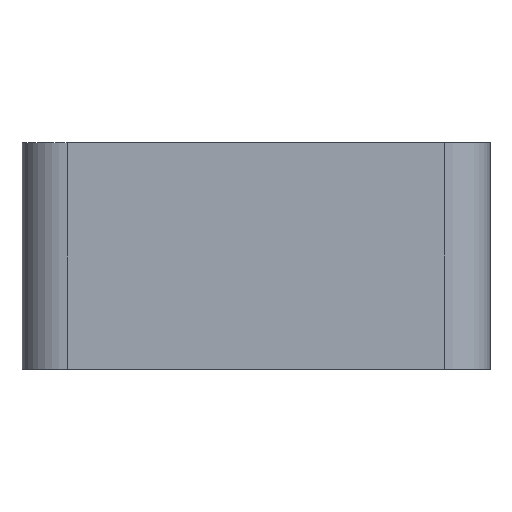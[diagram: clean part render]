
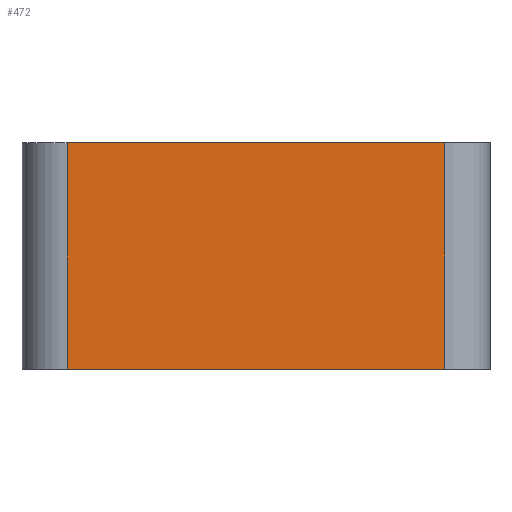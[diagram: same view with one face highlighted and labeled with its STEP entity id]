
A CAD part, front view. The second image highlights one B-rep face of the part: STEP entity #472.
In plain terms, the highlighted planar face has unit normal (0, -1, 0).
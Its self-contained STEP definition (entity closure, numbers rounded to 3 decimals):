
#17=PLANE('',#514);
#39=FACE_OUTER_BOUND('',#65,.T.);
#65=EDGE_LOOP('',(#334,#335,#336,#337));
#93=LINE('',#688,#151);
#94=LINE('',#691,#152);
#95=LINE('',#693,#153);
#96=LINE('',#694,#154);
#151=VECTOR('',#556,2.);
#152=VECTOR('',#559,10.);
#153=VECTOR('',#560,10.);
#154=VECTOR('',#561,10.);
#219=VERTEX_POINT('',#682);
#221=VERTEX_POINT('',#686);
#222=VERTEX_POINT('',#690);
#223=VERTEX_POINT('',#692);
#265=EDGE_CURVE('',#221,#219,#93,.T.);
#266=EDGE_CURVE('',#219,#222,#94,.T.);
#267=EDGE_CURVE('',#221,#223,#95,.T.);
#268=EDGE_CURVE('',#223,#222,#96,.T.);
#334=ORIENTED_EDGE('',*,*,#266,.F.);
#335=ORIENTED_EDGE('',*,*,#265,.F.);
#336=ORIENTED_EDGE('',*,*,#267,.T.);
#337=ORIENTED_EDGE('',*,*,#268,.T.);
#472=ADVANCED_FACE('',(#39),#17,.T.);
#514=AXIS2_PLACEMENT_3D('',#689,#557,#558);
#556=DIRECTION('',(0.,0.,-1.));
#557=DIRECTION('center_axis',(0.,-1.,0.));
#558=DIRECTION('ref_axis',(-1.,0.,0.));
#559=DIRECTION('',(-1.,0.,0.));
#560=DIRECTION('',(-1.,0.,0.));
#561=DIRECTION('',(0.,0.,-1.));
#682=CARTESIAN_POINT('',(287.182,-107.526,43.128));
#686=CARTESIAN_POINT('',(287.182,-107.526,53.128));
#688=CARTESIAN_POINT('',(287.182,-107.526,53.128));
#689=CARTESIAN_POINT('Origin',(287.182,-107.526,53.128));
#690=CARTESIAN_POINT('',(270.482,-107.526,43.128));
#691=CARTESIAN_POINT('',(272.199,-107.526,43.128));
#692=CARTESIAN_POINT('',(270.482,-107.526,53.128));
#693=CARTESIAN_POINT('',(237.457,-107.526,53.128));
#694=CARTESIAN_POINT('',(270.482,-107.526,53.128));
